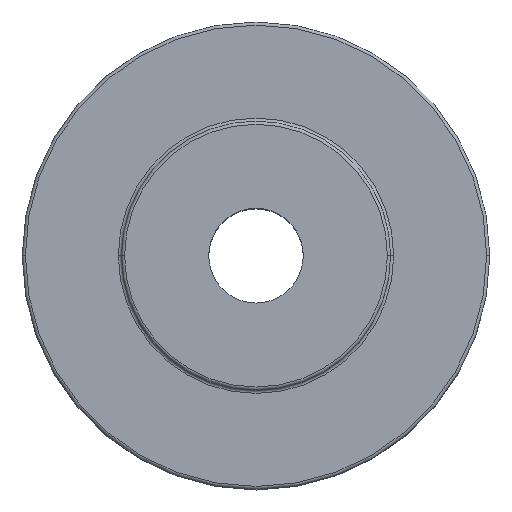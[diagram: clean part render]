
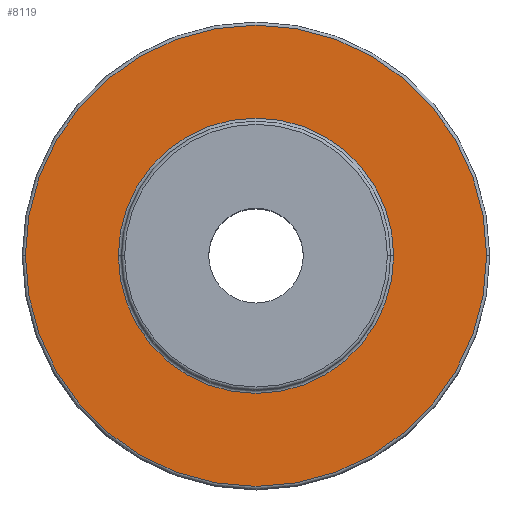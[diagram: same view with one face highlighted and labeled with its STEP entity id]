
A CAD part, top view. The second image highlights one B-rep face of the part: STEP entity #8119.
In plain terms, the highlighted planar face has unit normal (0, 0, 1).
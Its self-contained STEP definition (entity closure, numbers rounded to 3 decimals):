
#2477=CARTESIAN_POINT('',(0.,0.,50.));
#2478=DIRECTION('',(0.,0.,-1.));
#2479=DIRECTION('',(-1.,0.,0.));
#2480=AXIS2_PLACEMENT_3D('',#2477,#2478,#2479);
#2482=CARTESIAN_POINT('',(0.,0.,50.));
#2483=DIRECTION('',(0.,0.,-1.));
#2484=DIRECTION('',(1.,0.,0.));
#2485=AXIS2_PLACEMENT_3D('',#2482,#2483,#2484);
#2487=CARTESIAN_POINT('',(0.,0.,50.));
#2488=DIRECTION('',(0.,0.,1.));
#2489=DIRECTION('',(-1.,0.,0.));
#2490=AXIS2_PLACEMENT_3D('',#2487,#2488,#2489);
#2492=CARTESIAN_POINT('',(0.,0.,50.));
#2493=DIRECTION('',(0.,0.,1.));
#2494=DIRECTION('',(1.,0.,0.));
#2495=AXIS2_PLACEMENT_3D('',#2492,#2493,#2494);
#5309=CARTESIAN_POINT('',(-147.,0.,50.));
#5310=CARTESIAN_POINT('',(147.,0.,50.));
#5311=VERTEX_POINT('',#5309);
#5312=VERTEX_POINT('',#5310);
#5313=CARTESIAN_POINT('',(-87.75,0.,50.));
#5314=CARTESIAN_POINT('',(87.75,0.,50.));
#5315=VERTEX_POINT('',#5313);
#5316=VERTEX_POINT('',#5314);
#8104=CARTESIAN_POINT('',(0.,0.,50.));
#8105=DIRECTION('',(0.,0.,1.));
#8106=DIRECTION('',(1.,0.,0.));
#8107=AXIS2_PLACEMENT_3D('',#8104,#8105,#8106);
#8108=PLANE('',#8107);
#8109=ORIENTED_EDGE('',*,*,#8083,.T.);
#8110=ORIENTED_EDGE('',*,*,#8096,.T.);
#8111=EDGE_LOOP('',(#8109,#8110));
#8112=FACE_OUTER_BOUND('',#8111,.F.);
#8114=ORIENTED_EDGE('',*,*,#8113,.T.);
#8116=ORIENTED_EDGE('',*,*,#8115,.T.);
#8117=EDGE_LOOP('',(#8114,#8116));
#8118=FACE_BOUND('',#8117,.F.);
#8119=ADVANCED_FACE('',(#8112,#8118),#8108,.T.);
#2481=CIRCLE('',#2480,147.);
#2486=CIRCLE('',#2485,147.);
#2491=CIRCLE('',#2490,87.75);
#2496=CIRCLE('',#2495,87.75);
#8083=EDGE_CURVE('',#5311,#5312,#2481,.T.);
#8096=EDGE_CURVE('',#5312,#5311,#2486,.T.);
#8113=EDGE_CURVE('',#5315,#5316,#2491,.T.);
#8115=EDGE_CURVE('',#5316,#5315,#2496,.T.);
